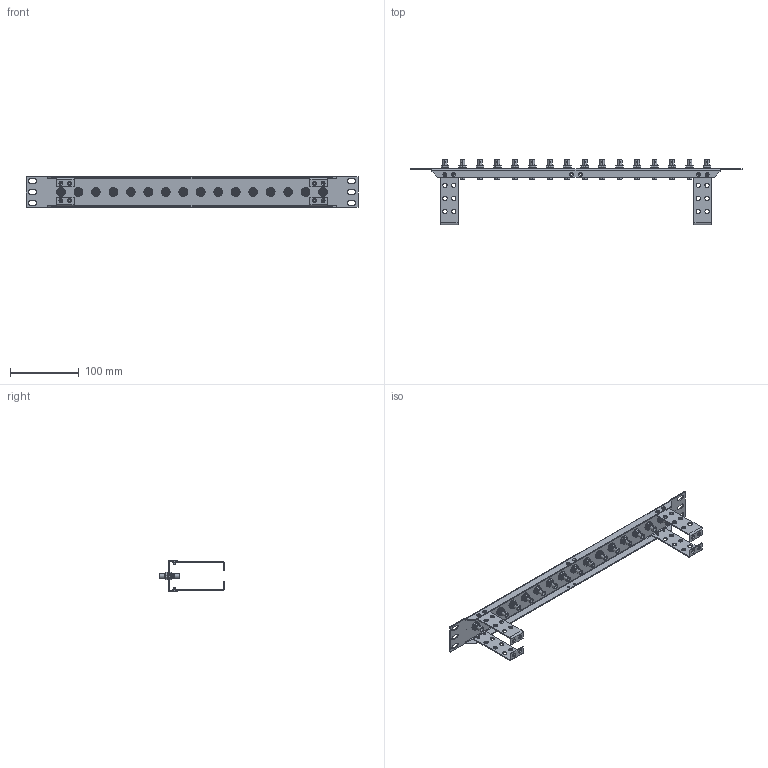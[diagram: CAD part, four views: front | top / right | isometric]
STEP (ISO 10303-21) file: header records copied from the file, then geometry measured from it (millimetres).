
FILE_DESCRIPTION (( 'STEP AP214' ), '1' );
FILE_NAME ('PR175ST16CMB.STEP', '2017-05-25T12:50:08', ( 'L-Com' ), ( 'L-Com Global Connectivity' ), 'SwSTEP 2.0', 'SolidWorks 2014', '' );
FILE_SCHEMA (( 'AUTOMOTIVE_DESIGN' ));
Length unit declared in the file: inch
Products named in the file (8): FOA-001; 3AA02-001; 3AA03-001; 3AA01-030_4-40 x .187 FLAT HEAD SCREW; PR-CMB-B175; PR175ST16CMB-MA1; PR175ST16CMB
Assembly tree (32 placements, depth 3):
  PR175ST16CMB
    PR175ST16CMB-MA1
    PR-CMB-B175  x4
    3AA01-030_4-40 x .187 FLAT HEAD SCREW  x8
    FOA-001  x16
      FOA-001
      3AA03-001
      3AA02-001
Bounding box: 482.6 x 94.74 x 43.94 mm (x, y, z)
Volume: 73957.4 mm3; surface area: 106428.8 mm2
Topology: 61 solids, 61 shells, 5253 faces, 14776 edges, 9744 vertices
Faces by surface type: cylinder 2776, plane 1661, cone 536, bspline 152, torus 128
Entity records: 40333 total; most frequent: CARTESIAN_POINT 11811, ORIENTED_EDGE 4740, DIRECTION 4044, EDGE_CURVE 2370, VERTEX_POINT 1566, VECTOR 1470, LINE 1470, AXIS2_PLACEMENT_3D 1287
